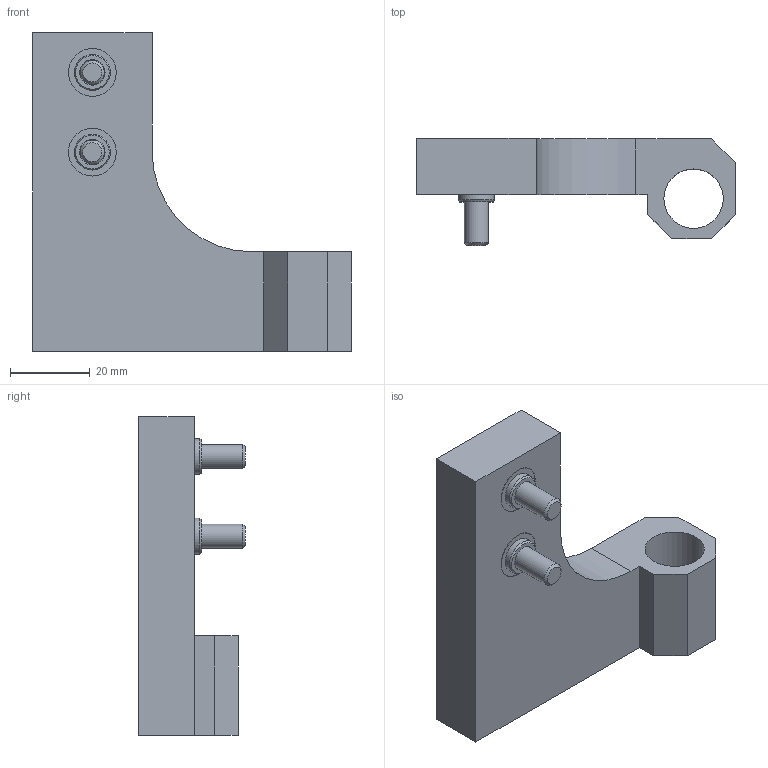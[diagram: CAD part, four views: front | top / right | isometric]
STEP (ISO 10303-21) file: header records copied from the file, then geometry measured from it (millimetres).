
FILE_DESCRIPTION(/* description */ ('STEP AP214'),/* implementation_level */ '2;1');
FILE_NAME(/* name */ '1812550_DADP-ES-G6-25',/* time_stamp */ '2024-08-12T19:53:46+02:00',/* author */ ('License CC BY-ND 4.0'),/* organization */ ('CADENAS'),/* preprocessor_version */ 'ST-DEVELOPER v19.3',/* originating_system */ 'PARTsolutions',/* authorisation */ ' ');
FILE_SCHEMA (('AUTOMOTIVE_DESIGN {1 0 10303 214 3 1 1}'));
Length unit declared in the file: millimetre
Products named in the file (4): 1812550 DADP-ES-G6-25; 1812550 DADP-ES-G6-25---(p); DIN-912 - M6x20(F); 548806 ZBV-12-9
Assembly tree (5 placements, depth 2):
  1812550 DADP-ES-G6-25
    1812550 DADP-ES-G6-25---(p)
    DIN-912 - M6x20(F)  x2
    548806 ZBV-12-9  x2
Bounding box: 80 x 26.8 x 80 mm (x, y, z)
Volume: 53533.1 mm3; surface area: 16370.6 mm2
Topology: 5 solids, 5 shells, 98 faces, 191 edges, 111 vertices
Faces by surface type: plane 53, cone 27, cylinder 18
Full cylindrical faces by diameter (mm): 6 x2, 6.4 x2, 6.6 x2, 9 x2, 10 x2, 11 x2, 12 x4, 14.917 x1
Entity records: 1626 total; most frequent: DIRECTION 278, CARTESIAN_POINT 269, ORIENTED_EDGE 206, AXIS2_PLACEMENT_3D 113, EDGE_CURVE 103, FACE_BOUND 97, EDGE_LOOP 96, VERTEX_POINT 74
